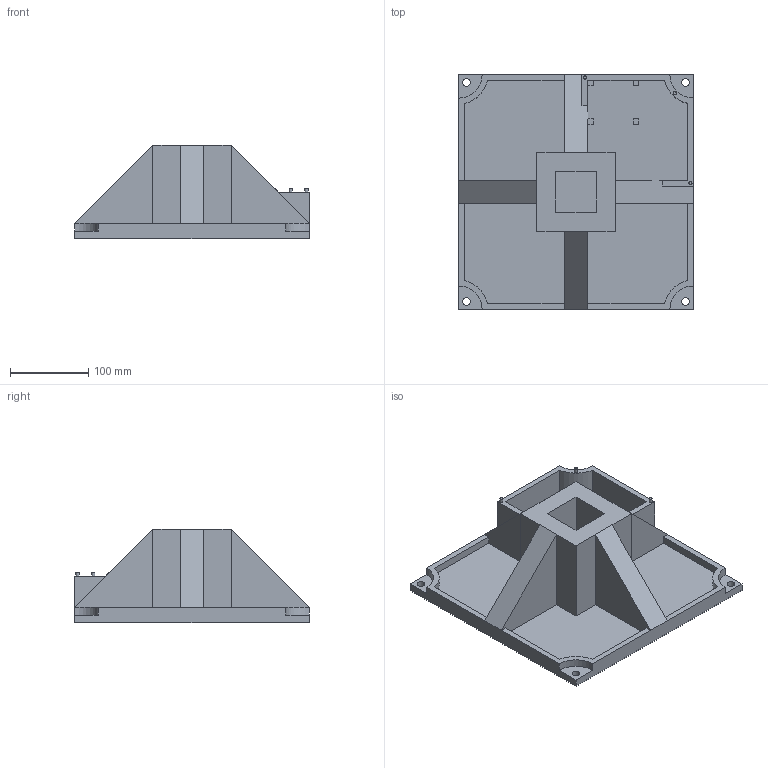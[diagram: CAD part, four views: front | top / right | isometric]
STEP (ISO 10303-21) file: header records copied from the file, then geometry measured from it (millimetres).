
FILE_DESCRIPTION(/* description */ ('STEP AP214'),/* implementation_level */ '2;1');
FILE_NAME(/* name */ '619baa029c98216352074f4b',/* time_stamp */ '2021-11-22T14:32:35+00:00',/* author */ (''),/* organization */ (''),/* preprocessor_version */ 'ST-DEVELOPER v18.1',/* originating_system */ ' ',/* authorisation */ ' ');
FILE_SCHEMA (('AUTOMOTIVE_DESIGN {1 0 10303 214 3 1 1}'));
Length unit declared in the file: metre
Products named in the file (1): Base
Bounding box: 300 x 300 x 120 mm (x, y, z)
Volume: 2582677.4 mm3; surface area: 343374.2 mm2
Topology: 1 solids, 1 shells, 87 faces, 226 edges, 146 vertices
Faces by surface type: plane 72, cylinder 15
Full cylindrical faces by diameter (mm): 4 x3, 10 x4
Entity records: 2629 total; most frequent: CARTESIAN_POINT 453, ORIENTED_EDGE 438, DIRECTION 425, EDGE_CURVE 219, LINE 189, VECTOR 189, VERTEX_POINT 146, AXIS2_PLACEMENT_3D 118
